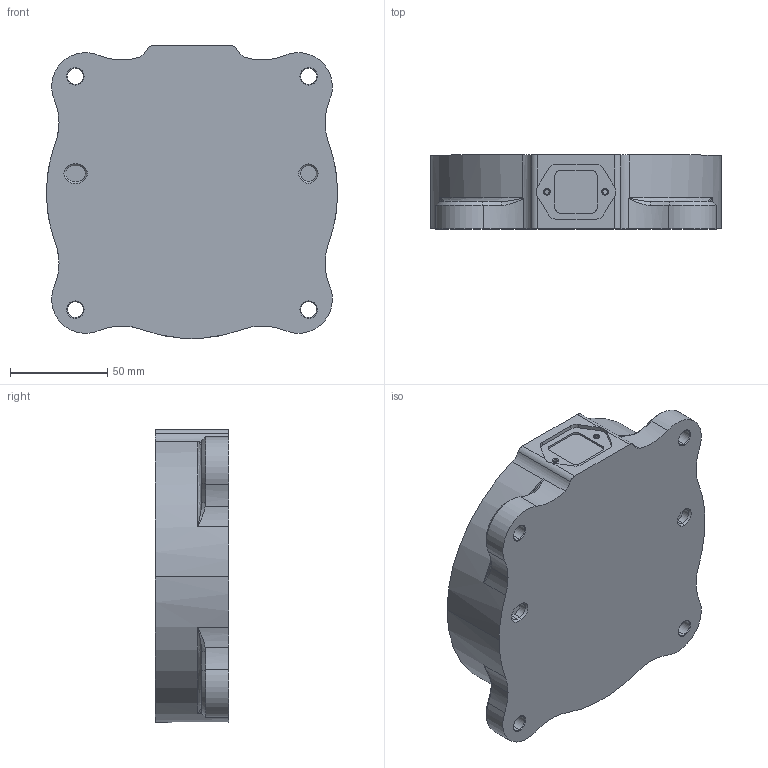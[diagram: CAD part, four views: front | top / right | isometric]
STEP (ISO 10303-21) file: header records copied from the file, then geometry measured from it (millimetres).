
FILE_DESCRIPTION (( 'STEP AP203' ), '1' );
FILE_NAME ('Base_Default_sldprt.STEP', '2024-04-15T17:17:38', ( '' ), ( '' ), 'SwSTEP 2.0', 'SolidWorks 2023', '' );
FILE_SCHEMA (( 'CONFIG_CONTROL_DESIGN' ));
Length unit declared in the file: millimetre
Products named in the file (1): Base_Default_sldprt
Bounding box: 150 x 38 x 151 mm (x, y, z)
Volume: 706339.4 mm3; surface area: 61198.5 mm2
Topology: 1 solids, 1 shells, 133 faces, 342 edges, 211 vertices
Faces by surface type: cylinder 54, cone 40, plane 26, bspline 13
Entity records: 4900 total; most frequent: CARTESIAN_POINT 1610, DIRECTION 684, ORIENTED_EDGE 672, EDGE_CURVE 336, AXIS2_PLACEMENT_3D 270, VERTEX_POINT 211, CIRCLE 149, EDGE_LOOP 147
